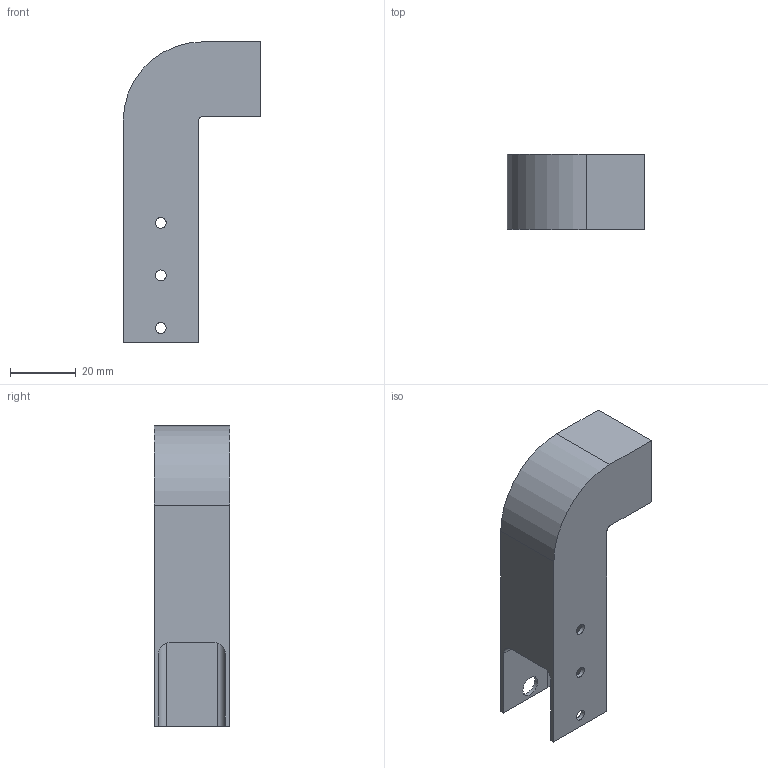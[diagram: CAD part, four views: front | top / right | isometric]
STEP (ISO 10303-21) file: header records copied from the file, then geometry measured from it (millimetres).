
FILE_DESCRIPTION(/* description */ (''),/* implementation_level */ '2;1');
FILE_NAME(/* name */ 'ServoHornV1.stp',/* time_stamp */ '2025-09-14T14:19:41-05:00',/* author */ ('dpseu'),/* organization */ (''),/* preprocessor_version */ 'ST-DEVELOPER v20',/* originating_system */ 'Autodesk Inventor 2025',/* authorisation */ '');
FILE_SCHEMA (('AUTOMOTIVE_DESIGN { 1 0 10303 214 3 1 1 }'));
Length unit declared in the file: inch
Products named in the file (1): ServoHornV1
Bounding box: 41.91 x 22.86 x 91.44 mm (x, y, z)
Volume: 11232.9 mm3; surface area: 16877.1 mm2
Topology: 1 solids, 1 shells, 39 faces, 106 edges, 68 vertices
Faces by surface type: cylinder 20, plane 15, torus 4
Full cylindrical faces by diameter (mm): 3.3 x3, 6.35 x3
Entity records: 1325 total; most frequent: CARTESIAN_POINT 232, DIRECTION 226, ORIENTED_EDGE 212, EDGE_CURVE 106, AXIS2_PLACEMENT_3D 82, VERTEX_POINT 68, LINE 62, VECTOR 62
